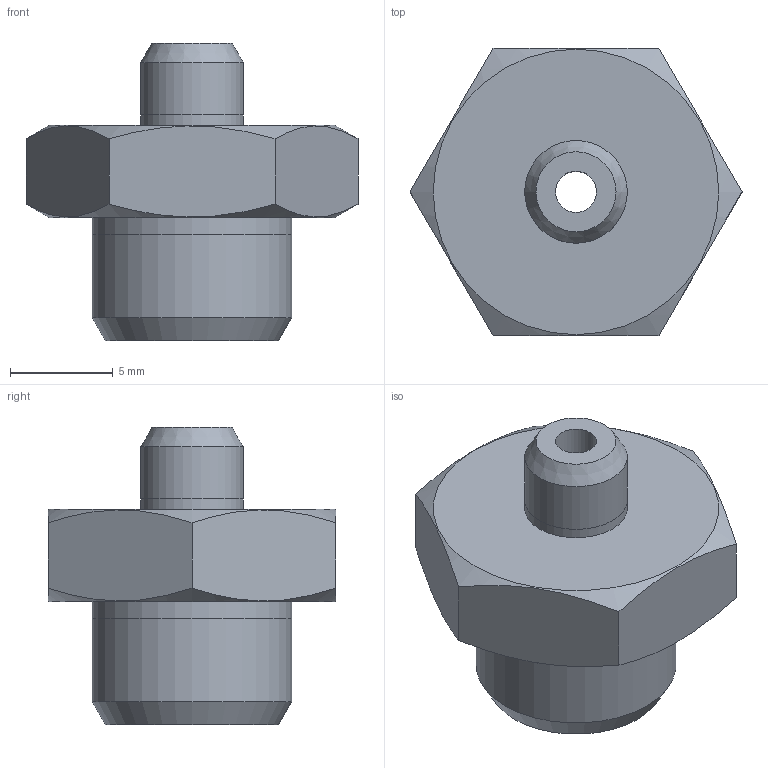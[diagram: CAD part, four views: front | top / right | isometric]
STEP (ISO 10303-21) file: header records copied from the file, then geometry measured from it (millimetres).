
FILE_DESCRIPTION(/* description */ ('Unknown'),/* implementation_level */ '2;1');
FILE_NAME(/* name */ 'NR261M518NI',/* time_stamp */ '2018-09-19T14:24:51+02:00',/* author */ ('UNIC_S.R.L.'),/* organization */ ('Unknown'),/* preprocessor_version */ 'ST-DEVELOPER v16.7',/* originating_system */ 'DEX',/* authorisation */ $);
FILE_SCHEMA (('AUTOMOTIVE_DESIGN {1 0 10303 214 3 1 1}'));
Length unit declared in the file: millimetre
Products named in the file (1): NR261M518NI
Bounding box: 16.17 x 14 x 14.5 mm (x, y, z)
Volume: 1032.3 mm3; surface area: 930 mm2
Topology: 1 solids, 1 shells, 22 faces, 51 edges, 33 vertices
Faces by surface type: plane 10, cone 6, cylinder 6
Full cylindrical faces by diameter (mm): 2 x1, 5 x2, 6 x1, 9.728 x2
Entity records: 726 total; most frequent: CARTESIAN_POINT 139, DIRECTION 82, ORIENTED_EDGE 66, EDGE_LOOP 38, FACE_BOUND 38, AXIS2_PLACEMENT_3D 38, EDGE_CURVE 33, VERTEX_POINT 27
